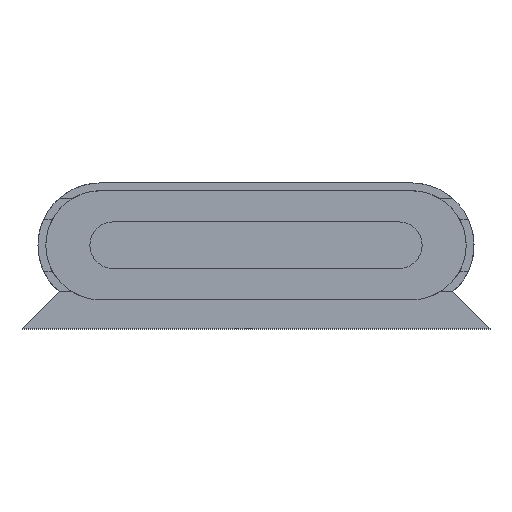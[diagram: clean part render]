
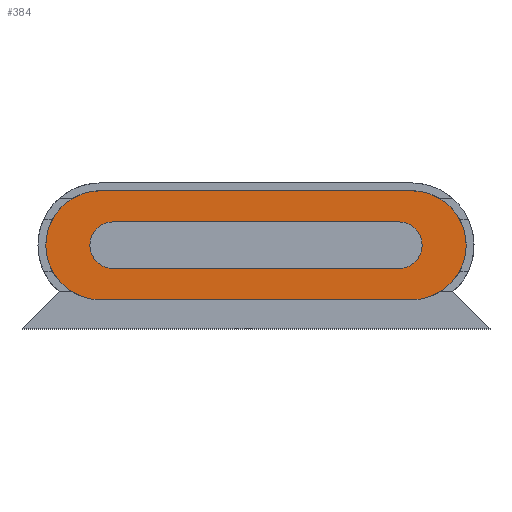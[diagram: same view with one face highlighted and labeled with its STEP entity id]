
A CAD part, top view. The second image highlights one B-rep face of the part: STEP entity #384.
In plain terms, the highlighted planar face has unit normal (0, 0, 1).
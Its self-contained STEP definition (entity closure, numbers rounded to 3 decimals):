
#20 = CARTESIAN_POINT ( 'NONE',  ( -27.5, 0., -3.5 ) ) ;
#26 = CARTESIAN_POINT ( 'NONE',  ( -30., -10.5, -3.5 ) ) ;
#69 = CIRCLE ( 'NONE', #834, 10.5 ) ;
#78 = ORIENTED_EDGE ( 'NONE', *, *, #1453, .T. ) ;
#89 = CIRCLE ( 'NONE', #1337, 10.5 ) ;
#98 = DIRECTION ( 'NONE',  ( 0., 0., 1. ) ) ;
#112 = CARTESIAN_POINT ( 'NONE',  ( -27.5, 4.5, -3.5 ) ) ;
#123 = EDGE_LOOP ( 'NONE', ( #706, #1285, #291, #771, #509 ) ) ;
#127 = VECTOR ( 'NONE', #779, 1000. ) ;
#159 = DIRECTION ( 'NONE',  ( 1., 0., 0. ) ) ;
#166 = ORIENTED_EDGE ( 'NONE', *, *, #745, .T. ) ;
#172 = VERTEX_POINT ( 'NONE', #968 ) ;
#192 = LINE ( 'NONE', #292, #1506 ) ;
#203 = DIRECTION ( 'NONE',  ( 1., 0., 0. ) ) ;
#274 = VERTEX_POINT ( 'NONE', #288 ) ;
#288 = CARTESIAN_POINT ( 'NONE',  ( 27.5, 4.5, -3.5 ) ) ;
#291 = ORIENTED_EDGE ( 'NONE', *, *, #653, .F. ) ;
#292 = CARTESIAN_POINT ( 'NONE',  ( -30., 10.5, -3.5 ) ) ;
#315 = DIRECTION ( 'NONE',  ( 1., 0., 0. ) ) ;
#324 = DIRECTION ( 'NONE',  ( 1., 0., 0. ) ) ;
#336 = VERTEX_POINT ( 'NONE', #1475 ) ;
#348 = VERTEX_POINT ( 'NONE', #389 ) ;
#356 = AXIS2_PLACEMENT_3D ( 'NONE', #20, #744, #159 ) ;
#358 = AXIS2_PLACEMENT_3D ( 'NONE', #594, #965, #1166 ) ;
#375 = DIRECTION ( 'NONE',  ( 1., 0., 0. ) ) ;
#384 = ADVANCED_FACE ( 'NONE', ( #1399, #1515 ), #1163, .T. ) ;
#389 = CARTESIAN_POINT ( 'NONE',  ( 27.5, -4.5, -3.5 ) ) ;
#390 = VERTEX_POINT ( 'NONE', #673 ) ;
#392 = LINE ( 'NONE', #1336, #675 ) ;
#451 = CARTESIAN_POINT ( 'NONE',  ( -32., 0., -3.5 ) ) ;
#461 = DIRECTION ( 'NONE',  ( -1., 0., 0. ) ) ;
#477 = DIRECTION ( 'NONE',  ( 0., 0., 1. ) ) ;
#486 = CARTESIAN_POINT ( 'NONE',  ( -27.5, 4.5, -3.5 ) ) ;
#509 = ORIENTED_EDGE ( 'NONE', *, *, #1058, .F. ) ;
#524 = VECTOR ( 'NONE', #461, 1000. ) ;
#548 = DIRECTION ( 'NONE',  ( -1., 0., 0. ) ) ;
#556 = ORIENTED_EDGE ( 'NONE', *, *, #723, .T. ) ;
#571 = EDGE_CURVE ( 'NONE', #274, #737, #1292, .T. ) ;
#573 = CARTESIAN_POINT ( 'NONE',  ( -27.5, 0., -3.5 ) ) ;
#591 = VERTEX_POINT ( 'NONE', #1162 ) ;
#594 = CARTESIAN_POINT ( 'NONE',  ( -30., 0., -3.5 ) ) ;
#653 = EDGE_CURVE ( 'NONE', #737, #1218, #747, .T. ) ;
#673 = CARTESIAN_POINT ( 'NONE',  ( -40.5, 0., -3.5 ) ) ;
#675 = VECTOR ( 'NONE', #375, 1000. ) ;
#682 = AXIS2_PLACEMENT_3D ( 'NONE', #1245, #906, #203 ) ;
#706 = ORIENTED_EDGE ( 'NONE', *, *, #1505, .F. ) ;
#712 = DIRECTION ( 'NONE',  ( 1., 0., 0. ) ) ;
#723 = EDGE_CURVE ( 'NONE', #390, #1394, #89, .T. ) ;
#737 = VERTEX_POINT ( 'NONE', #486 ) ;
#744 = DIRECTION ( 'NONE',  ( 0., 0., 1. ) ) ;
#745 = EDGE_CURVE ( 'NONE', #1394, #1244, #392, .T. ) ;
#747 = CIRCLE ( 'NONE', #775, 4.5 ) ;
#771 = ORIENTED_EDGE ( 'NONE', *, *, #571, .F. ) ;
#775 = AXIS2_PLACEMENT_3D ( 'NONE', #573, #98, #324 ) ;
#779 = DIRECTION ( 'NONE',  ( 1., 0., 0. ) ) ;
#793 = LINE ( 'NONE', #1356, #127 ) ;
#808 = DIRECTION ( 'NONE',  ( 0., 0., 1. ) ) ;
#822 = ORIENTED_EDGE ( 'NONE', *, *, #1141, .T. ) ;
#834 = AXIS2_PLACEMENT_3D ( 'NONE', #1512, #808, #712 ) ;
#891 = EDGE_CURVE ( 'NONE', #1218, #172, #1026, .T. ) ;
#897 = DIRECTION ( 'NONE',  ( 0., 0., 1. ) ) ;
#906 = DIRECTION ( 'NONE',  ( 0., 0., 1. ) ) ;
#907 = CIRCLE ( 'NONE', #682, 4.5 ) ;
#949 = CARTESIAN_POINT ( 'NONE',  ( -30., 0., -3.5 ) ) ;
#965 = DIRECTION ( 'NONE',  ( 0., 0., 1. ) ) ;
#968 = CARTESIAN_POINT ( 'NONE',  ( -27.5, -4.5, -3.5 ) ) ;
#1006 = AXIS2_PLACEMENT_3D ( 'NONE', #1155, #897, #315 ) ;
#1026 = CIRCLE ( 'NONE', #356, 4.5 ) ;
#1058 = EDGE_CURVE ( 'NONE', #348, #274, #907, .T. ) ;
#1141 = EDGE_CURVE ( 'NONE', #336, #390, #1496, .T. ) ;
#1155 = CARTESIAN_POINT ( 'NONE',  ( -30., 0., -3.5 ) ) ;
#1162 = CARTESIAN_POINT ( 'NONE',  ( 30., 10.5, -3.5 ) ) ;
#1163 = PLANE ( 'NONE',  #1006 ) ;
#1166 = DIRECTION ( 'NONE',  ( 1., 0., 0. ) ) ;
#1170 = DIRECTION ( 'NONE',  ( 1., 0., 0. ) ) ;
#1218 = VERTEX_POINT ( 'NONE', #451 ) ;
#1244 = VERTEX_POINT ( 'NONE', #1519 ) ;
#1245 = CARTESIAN_POINT ( 'NONE',  ( 27.5, 0., -3.5 ) ) ;
#1252 = EDGE_CURVE ( 'NONE', #1244, #591, #69, .T. ) ;
#1285 = ORIENTED_EDGE ( 'NONE', *, *, #891, .F. ) ;
#1292 = LINE ( 'NONE', #112, #524 ) ;
#1336 = CARTESIAN_POINT ( 'NONE',  ( -30., -10.5, -3.5 ) ) ;
#1337 = AXIS2_PLACEMENT_3D ( 'NONE', #949, #477, #1170 ) ;
#1356 = CARTESIAN_POINT ( 'NONE',  ( -27.5, -4.5, -3.5 ) ) ;
#1394 = VERTEX_POINT ( 'NONE', #26 ) ;
#1399 = FACE_OUTER_BOUND ( 'NONE', #1524, .T. ) ;
#1401 = ORIENTED_EDGE ( 'NONE', *, *, #1252, .T. ) ;
#1453 = EDGE_CURVE ( 'NONE', #591, #336, #192, .T. ) ;
#1475 = CARTESIAN_POINT ( 'NONE',  ( -30., 10.5, -3.5 ) ) ;
#1496 = CIRCLE ( 'NONE', #358, 10.5 ) ;
#1505 = EDGE_CURVE ( 'NONE', #172, #348, #793, .T. ) ;
#1506 = VECTOR ( 'NONE', #548, 1000. ) ;
#1512 = CARTESIAN_POINT ( 'NONE',  ( 30., 0., -3.5 ) ) ;
#1515 = FACE_BOUND ( 'NONE', #123, .T. ) ;
#1519 = CARTESIAN_POINT ( 'NONE',  ( 30., -10.5, -3.5 ) ) ;
#1524 = EDGE_LOOP ( 'NONE', ( #822, #556, #166, #1401, #78 ) ) ;
